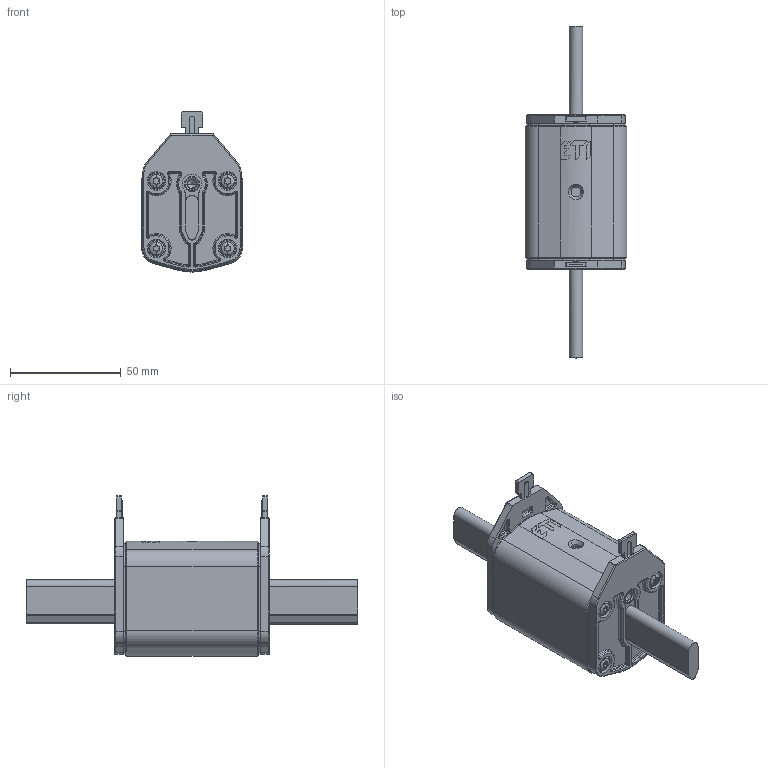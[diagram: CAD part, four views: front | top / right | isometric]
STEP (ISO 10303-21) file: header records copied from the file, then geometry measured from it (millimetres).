
FILE_DESCRIPTION((''),'2;1');
FILE_NAME('NV_2CI_KOMBI_GG_ETI','2018-05-29T',('aljaz.cop'),('Audax d.o.o.'),'CREO PARAMETRIC BY PTC INC, 2015380','CREO PARAMETRIC BY PTC INC, 2015380','');
FILE_SCHEMA(('CONFIG_CONTROL_DESIGN'));
Products named in the file (1): NV_2CI_KOMBI_GG_ETI
Bounding box: 46 x 150.2 x 72.5 mm (x, y, z)
Volume: 105649.4 mm3; surface area: 41931.4 mm2
Topology: 1 solids, 34 shells, 1770 faces, 4544 edges, 2814 vertices
Faces by surface type: cylinder 748, plane 567, torus 192, cone 111, sphere 78, bspline 40, extrusion 34
Entity records: 76753 total; most frequent: CARTESIAN_POINT 18444, DIRECTION 9627, ORIENTED_EDGE 8940, PRESENTATION_STYLE_ASSIGNMENT 4596, STYLED_ITEM 4530, CURVE_STYLE 4512, EDGE_CURVE 4512, AXIS2_PLACEMENT_3D 3725
